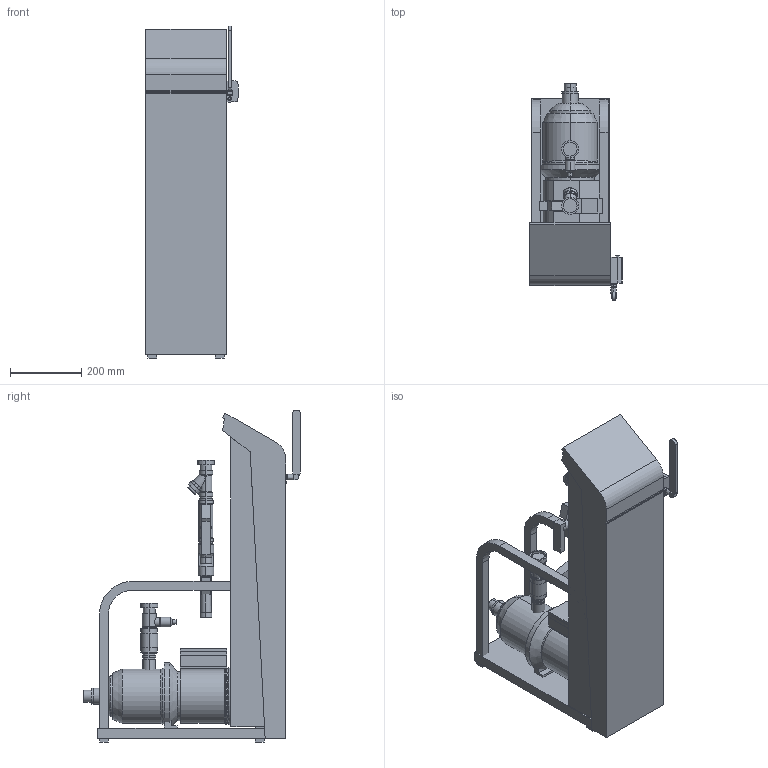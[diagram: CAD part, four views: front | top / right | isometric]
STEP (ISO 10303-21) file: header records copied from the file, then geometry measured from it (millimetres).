
FILE_DESCRIPTION (( 'STEP AP214' ), '1' );
FILE_NAME ('Sinum_M20.STEP', '2024-04-08T13:17:02', ( '' ), ( '' ), 'SwSTEP 2.0', 'SolidWorks 2021', '' );
FILE_SCHEMA (( 'AUTOMOTIVE_DESIGN' ));
Length unit declared in the file: millimetre
Products named in the file (3): Sinum_M20.dwg; Sinum_M20; 17945_flmat_mp_g4_remote_m20.dwg
Assembly tree (2 placements, depth 3):
  Sinum_M20
    Sinum_M20.dwg
      17945_flmat_mp_g4_remote_m20.dwg
Bounding box: 260.11 x 612.42 x 934.91 mm (x, y, z)
Volume: 25718722.8 mm3; surface area: 1993852.7 mm2
Topology: 11 solids, 11 shells, 439 faces, 1001 edges, 636 vertices
Faces by surface type: plane 221, cylinder 150, cone 65, torus 2, bspline 1
Entity records: 13072 total; most frequent: CARTESIAN_POINT 2821, DIRECTION 2187, ORIENTED_EDGE 2002, EDGE_CURVE 1001, AXIS2_PLACEMENT_3D 792, VERTEX_POINT 636, LINE 603, VECTOR 603
